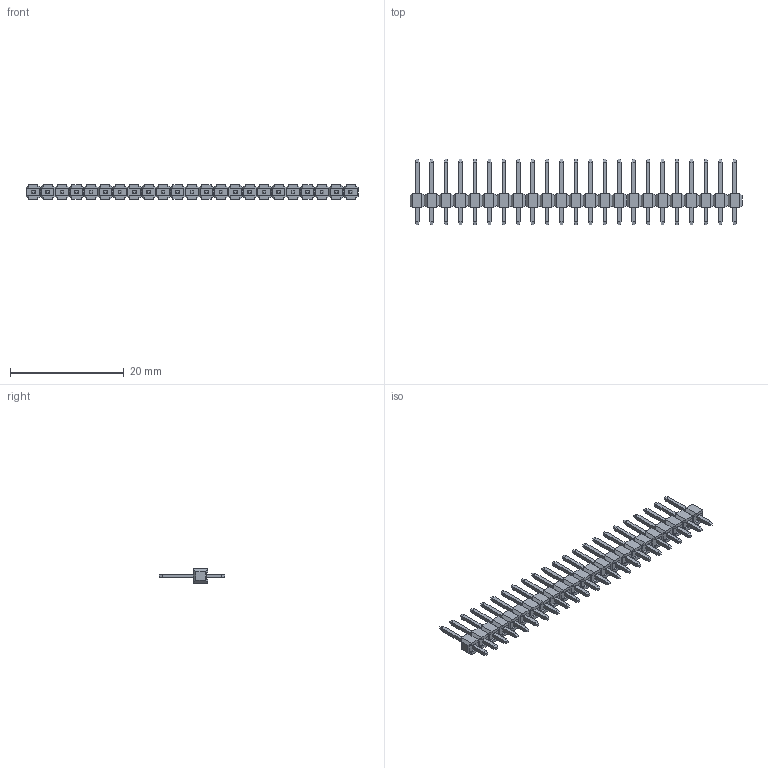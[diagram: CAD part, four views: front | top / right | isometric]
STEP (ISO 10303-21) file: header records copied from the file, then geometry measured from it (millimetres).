
FILE_DESCRIPTION (( 'STEP AP214' ), '1' );
FILE_NAME ('HEADER 1X23.STEP', '2013-11-27T09:50:45', ( '' ), ( '' ), 'SwSTEP 2.0', 'SolidWorks 2012', '' );
FILE_SCHEMA (( 'AUTOMOTIVE_DESIGN' ));
Length unit declared in the file: millimetre
Products named in the file (1): HEADER 1X23
Bounding box: 58.42 x 11.54 x 2.5 mm (x, y, z)
Volume: 393.4 mm3; surface area: 1169.7 mm2
Topology: 1 solids, 1 shells, 784 faces, 1752 edges, 1016 vertices
Faces by surface type: plane 784
Entity records: 29315 total; most frequent: CARTESIAN_POINT 3553, ORIENTED_EDGE 3504, DIRECTION 3322, LINE 1752, EDGE_CURVE 1752, VECTOR 1752, VERTEX_POINT 1016, EDGE_LOOP 830
